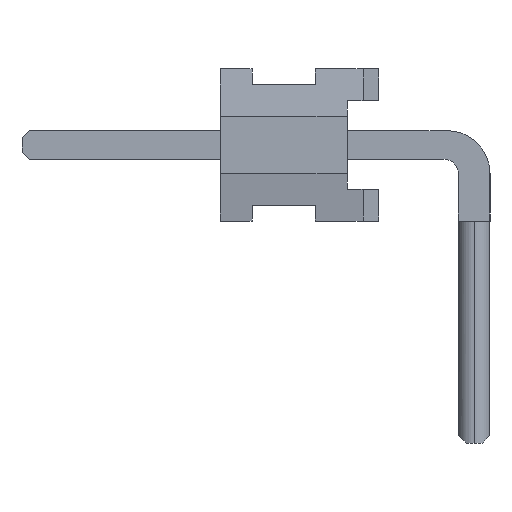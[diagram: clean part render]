
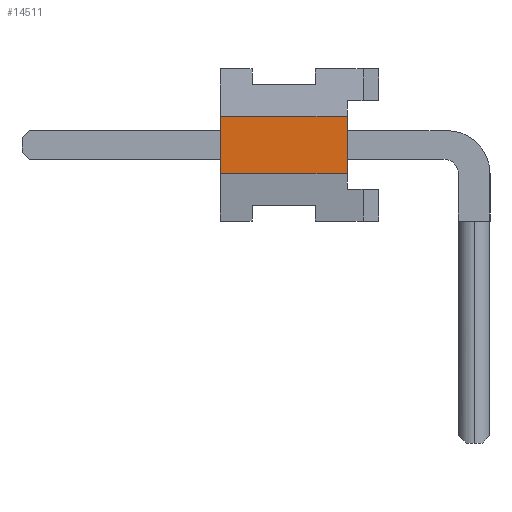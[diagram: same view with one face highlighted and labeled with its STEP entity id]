
A CAD part, left-side view. The second image highlights one B-rep face of the part: STEP entity #14511.
In plain terms, the highlighted planar face has unit normal (-1, 0, 0).
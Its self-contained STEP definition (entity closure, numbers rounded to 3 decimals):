
#13365=CARTESIAN_POINT('',(-0.635,4.064,0.762));
#13366=VERTEX_POINT('',#13365);
#13373=CARTESIAN_POINT('',(-0.635,4.064,1.676));
#13374=VERTEX_POINT('',#13373);
#13375=CARTESIAN_POINT('',(-0.635,4.064,0.762));
#13376=DIRECTION('',(0.0,0.0,1.0));
#13377=VECTOR('',#13376,0.914);
#13378=LINE('',#13375,#13377);
#13379=EDGE_CURVE('',#13366,#13374,#13378,.T.);
#14481=CARTESIAN_POINT('',(-0.635,1.93,1.722));
#14482=DIRECTION('',(1.0,0.0,0.0));
#14483=DIRECTION('',(0.0,0.0,-1.0));
#14484=AXIS2_PLACEMENT_3D('',#14481,#14482,#14483);
#14485=PLANE('',#14484);
#14486=ORIENTED_EDGE('',*,*,#13379,.F.);
#14487=CARTESIAN_POINT('',(-0.635,2.032,0.762));
#14488=VERTEX_POINT('',#14487);
#14489=CARTESIAN_POINT('',(-0.635,4.064,0.762));
#14490=DIRECTION('',(0.0,-1.0,0.0));
#14491=VECTOR('',#14490,2.032);
#14492=LINE('',#14489,#14491);
#14493=EDGE_CURVE('',#13366,#14488,#14492,.T.);
#14494=ORIENTED_EDGE('',*,*,#14493,.T.);
#14495=CARTESIAN_POINT('',(-0.635,2.032,1.676));
#14496=VERTEX_POINT('',#14495);
#14497=CARTESIAN_POINT('',(-0.635,2.032,0.762));
#14498=DIRECTION('',(0.0,0.0,1.0));
#14499=VECTOR('',#14498,0.914);
#14500=LINE('',#14497,#14499);
#14501=EDGE_CURVE('',#14488,#14496,#14500,.T.);
#14502=ORIENTED_EDGE('',*,*,#14501,.T.);
#14503=CARTESIAN_POINT('',(-0.635,2.032,1.676));
#14504=DIRECTION('',(0.0,1.0,0.0));
#14505=VECTOR('',#14504,2.032);
#14506=LINE('',#14503,#14505);
#14507=EDGE_CURVE('',#14496,#13374,#14506,.T.);
#14508=ORIENTED_EDGE('',*,*,#14507,.T.);
#14509=EDGE_LOOP('',(#14486,#14494,#14502,#14508));
#14510=FACE_OUTER_BOUND('',#14509,.T.);
#14511=ADVANCED_FACE('',(#14510),#14485,.F.);
